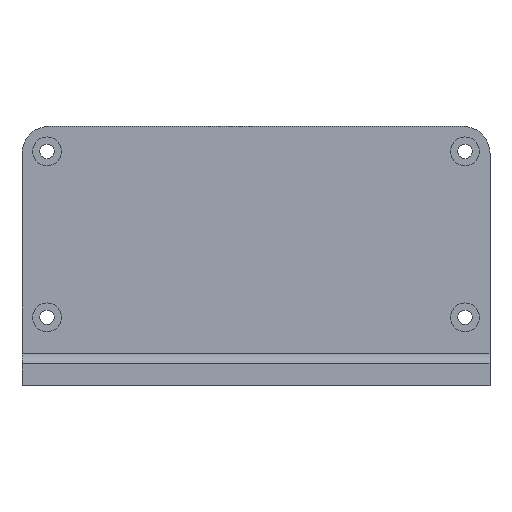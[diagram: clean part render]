
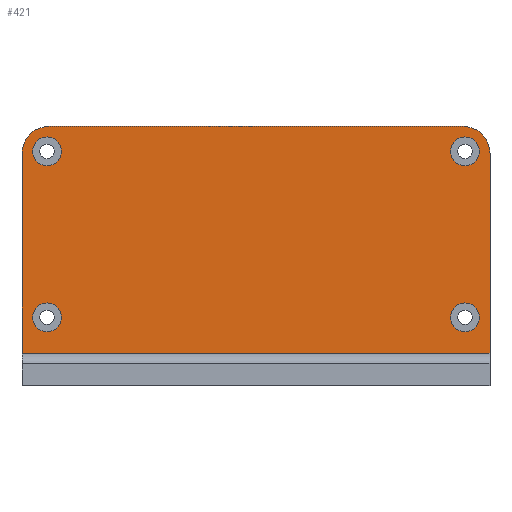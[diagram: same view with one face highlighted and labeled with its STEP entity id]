
A CAD part, top view. The second image highlights one B-rep face of the part: STEP entity #421.
In plain terms, the highlighted planar face has unit normal (0, 0, 1).
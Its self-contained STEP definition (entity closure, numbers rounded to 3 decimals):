
#15=FACE_BOUND('',#71,.T.);
#16=FACE_BOUND('',#72,.T.);
#17=FACE_BOUND('',#73,.T.);
#18=FACE_BOUND('',#74,.T.);
#31=PLANE('',#452);
#45=FACE_OUTER_BOUND('',#70,.T.);
#70=EDGE_LOOP('',(#300,#301,#302,#303,#304,#305));
#71=EDGE_LOOP('',(#306));
#72=EDGE_LOOP('',(#307));
#73=EDGE_LOOP('',(#308));
#74=EDGE_LOOP('',(#309));
#113=LINE('',#652,#144);
#114=LINE('',#654,#145);
#115=LINE('',#656,#146);
#116=LINE('',#657,#147);
#144=VECTOR('',#517,10.);
#145=VECTOR('',#518,10.);
#146=VECTOR('',#519,10.);
#147=VECTOR('',#520,10.);
#172=CIRCLE('',#448,3.75);
#174=CIRCLE('',#451,3.75);
#175=CIRCLE('',#453,2.);
#176=CIRCLE('',#454,2.);
#177=CIRCLE('',#455,2.);
#178=CIRCLE('',#456,2.);
#199=VERTEX_POINT('',#637);
#200=VERTEX_POINT('',#639);
#203=VERTEX_POINT('',#646);
#204=VERTEX_POINT('',#648);
#205=VERTEX_POINT('',#653);
#206=VERTEX_POINT('',#655);
#207=VERTEX_POINT('',#658);
#208=VERTEX_POINT('',#660);
#209=VERTEX_POINT('',#662);
#210=VERTEX_POINT('',#664);
#237=EDGE_CURVE('',#200,#199,#172,.T.);
#241=EDGE_CURVE('',#204,#203,#174,.T.);
#243=EDGE_CURVE('',#199,#204,#113,.T.);
#244=EDGE_CURVE('',#203,#205,#114,.T.);
#245=EDGE_CURVE('',#206,#205,#115,.T.);
#246=EDGE_CURVE('',#200,#206,#116,.T.);
#247=EDGE_CURVE('',#207,#207,#175,.T.);
#248=EDGE_CURVE('',#208,#208,#176,.T.);
#249=EDGE_CURVE('',#209,#209,#177,.T.);
#250=EDGE_CURVE('',#210,#210,#178,.T.);
#300=ORIENTED_EDGE('',*,*,#237,.T.);
#301=ORIENTED_EDGE('',*,*,#243,.T.);
#302=ORIENTED_EDGE('',*,*,#241,.T.);
#303=ORIENTED_EDGE('',*,*,#244,.T.);
#304=ORIENTED_EDGE('',*,*,#245,.F.);
#305=ORIENTED_EDGE('',*,*,#246,.F.);
#306=ORIENTED_EDGE('',*,*,#247,.T.);
#307=ORIENTED_EDGE('',*,*,#248,.T.);
#308=ORIENTED_EDGE('',*,*,#249,.T.);
#309=ORIENTED_EDGE('',*,*,#250,.T.);
#421=ADVANCED_FACE('',(#45,#15,#16,#17,#18),#31,.T.);
#448=AXIS2_PLACEMENT_3D('',#640,#504,#505);
#451=AXIS2_PLACEMENT_3D('',#649,#512,#513);
#452=AXIS2_PLACEMENT_3D('',#651,#515,#516);
#453=AXIS2_PLACEMENT_3D('',#659,#521,#522);
#454=AXIS2_PLACEMENT_3D('',#661,#523,#524);
#455=AXIS2_PLACEMENT_3D('',#663,#525,#526);
#456=AXIS2_PLACEMENT_3D('',#665,#527,#528);
#504=DIRECTION('center_axis',(0.,0.,1.));
#505=DIRECTION('ref_axis',(1.,0.,0.));
#512=DIRECTION('center_axis',(0.,0.,1.));
#513=DIRECTION('ref_axis',(0.,1.,0.));
#515=DIRECTION('center_axis',(0.,0.,1.));
#516=DIRECTION('ref_axis',(1.,0.,0.));
#517=DIRECTION('',(-1.,0.,0.));
#518=DIRECTION('',(0.,-1.,0.));
#519=DIRECTION('',(-1.,0.,0.));
#520=DIRECTION('',(0.,-1.,0.));
#521=DIRECTION('center_axis',(0.,0.,-1.));
#522=DIRECTION('ref_axis',(-1.,0.,0.));
#523=DIRECTION('center_axis',(0.,0.,-1.));
#524=DIRECTION('ref_axis',(-1.,0.,0.));
#525=DIRECTION('center_axis',(0.,0.,-1.));
#526=DIRECTION('ref_axis',(-1.,0.,0.));
#527=DIRECTION('center_axis',(0.,0.,-1.));
#528=DIRECTION('ref_axis',(-1.,0.,0.));
#637=CARTESIAN_POINT('',(61.25,30.,3.));
#639=CARTESIAN_POINT('',(65.,26.25,3.));
#640=CARTESIAN_POINT('Origin',(61.25,26.25,3.));
#646=CARTESIAN_POINT('',(0.,26.25,3.));
#648=CARTESIAN_POINT('',(3.75,30.,3.));
#649=CARTESIAN_POINT('Origin',(3.75,26.25,3.));
#651=CARTESIAN_POINT('Origin',(32.5,15.,3.));
#652=CARTESIAN_POINT('',(65.,30.,3.));
#653=CARTESIAN_POINT('',(0.,-1.5,3.));
#654=CARTESIAN_POINT('',(0.,30.,3.));
#655=CARTESIAN_POINT('',(65.,-1.5,3.));
#656=CARTESIAN_POINT('',(32.5,-1.5,3.));
#657=CARTESIAN_POINT('',(65.,0.,3.));
#658=CARTESIAN_POINT('',(63.525,3.475,3.));
#659=CARTESIAN_POINT('Origin',(61.525,3.475,3.));
#660=CARTESIAN_POINT('',(5.475,3.475,3.));
#661=CARTESIAN_POINT('Origin',(3.475,3.475,3.));
#662=CARTESIAN_POINT('',(63.525,26.525,3.));
#663=CARTESIAN_POINT('Origin',(61.525,26.525,3.));
#664=CARTESIAN_POINT('',(5.475,26.525,3.));
#665=CARTESIAN_POINT('Origin',(3.475,26.525,3.));
